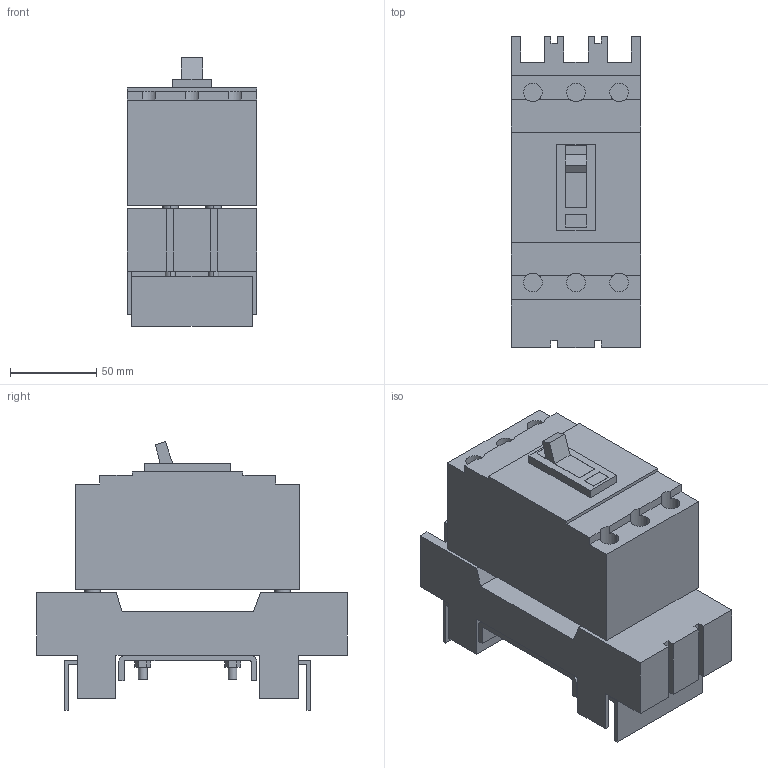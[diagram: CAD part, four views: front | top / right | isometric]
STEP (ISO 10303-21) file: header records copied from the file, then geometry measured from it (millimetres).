
FILE_DESCRIPTION(('CoCreate Modeling STEP Export'),'2;1');
FILE_NAME('Ｅ１００ＳＦ３Ｍ.stp','2016-03-31T13:51:17',(''),(''),'CoCreate Modeling STEP processor for AP214 (Solid Model)','CoCreate Modeling 17.0 01-Apr-2010 (C) Parametric Technology GmbH','');
FILE_SCHEMA(('AUTOMOTIVE_DESIGN { 1 0 10303 214 1 1 1 1 }'));
Length unit declared in the file: millimetre
Products named in the file (10): P5.1; P7; P6.2; P8; P4; P3; P1; P5; P2; Ｅ１００ＳＦ３Ｍ
Assembly tree (21 placements, depth 2):
  Ｅ１００ＳＦ３Ｍ
    P6.2  x4
    P4  x4
    P8  x4
    P7  x4
    P2
    P5
    P1
    P3
    P5.1
Bounding box: 75 x 180 x 155.54 mm (x, y, z)
Volume: 1075040.9 mm3; surface area: 161126 mm2
Topology: 21 solids, 21 shells, 321 faces, 788 edges, 524 vertices
Faces by surface type: plane 217, cylinder 104
Entity records: 6563 total; most frequent: ORIENTED_EDGE 1144, CARTESIAN_POINT 1060, DIRECTION 949, EDGE_CURVE 572, VECTOR 411, LINE 411, VERTEX_POINT 380, AXIS2_PLACEMENT_3D 269
